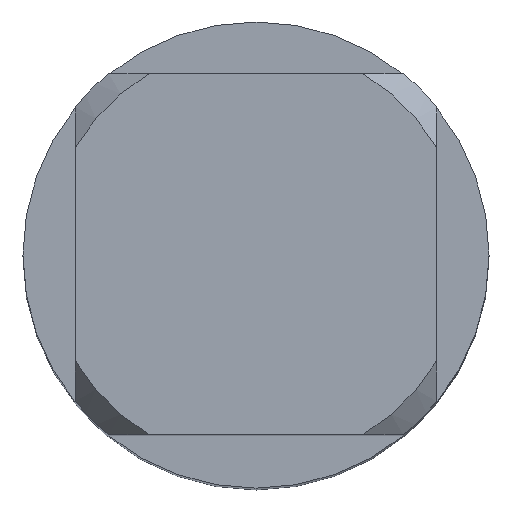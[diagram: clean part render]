
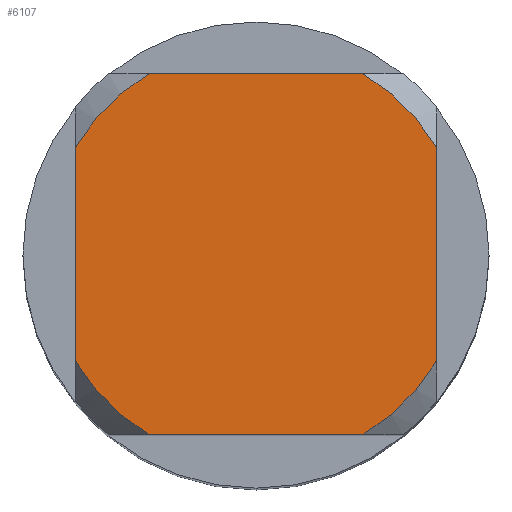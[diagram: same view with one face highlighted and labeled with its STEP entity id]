
A CAD part, top view. The second image highlights one B-rep face of the part: STEP entity #6107.
In plain terms, the highlighted planar face has unit normal (0, 0, 1).
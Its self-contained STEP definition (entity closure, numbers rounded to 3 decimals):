
#3135=EDGE_CURVE('',#6471,#3771,#8380,.T.);
#3559=VERTEX_POINT('',#8842);
#3771=VERTEX_POINT('',#9067);
#3859=VERTEX_POINT('',#9166);
#4121=VERTEX_POINT('',#9450);
#4359=EDGE_CURVE('',#3559,#3859,#9713,.T.);
#4667=EDGE_CURVE('',#6971,#4121,#10047,.T.);
#5239=EDGE_CURVE('',#7057,#3859,#10665,.T.);
#5263=EDGE_CURVE('',#7057,#3771,#10691,.T.);
#6021=EDGE_CURVE('',#6971,#7045,#11516,.T.);
#6107=ADVANCED_FACE('',(#11613),#11614,.T.);
#6471=VERTEX_POINT('',#12012);
#6971=VERTEX_POINT('',#12559);
#7045=VERTEX_POINT('',#12638);
#7057=VERTEX_POINT('',#12650);
#7067=EDGE_CURVE('',#6471,#7045,#12661,.T.);
#7681=EDGE_CURVE('',#3559,#4121,#13330,.T.);
#8380=LINE('',#14515,#14516);
#8842=CARTESIAN_POINT('',(-3.1,1.83,0.0));
#9067=CARTESIAN_POINT('',(3.1,1.83,0.0));
#9166=CARTESIAN_POINT('',(-1.83,3.1,0.0));
#9450=CARTESIAN_POINT('',(-3.1,-1.83,0.0));
#9713=CIRCLE('',#17129,3.6);
#10047=CIRCLE('',#17621,3.6);
#10665=LINE('',#18729,#18730);
#10691=CIRCLE('',#18780,3.6);
#11516=LINE('',#20237,#20238);
#11613=FACE_OUTER_BOUND('',#20385,.T.);
#11614=PLANE('',#20386);
#12012=CARTESIAN_POINT('',(3.1,-1.83,0.0));
#12559=CARTESIAN_POINT('',(-1.83,-3.1,0.0));
#12638=CARTESIAN_POINT('',(1.83,-3.1,0.0));
#12650=CARTESIAN_POINT('',(1.83,3.1,0.0));
#12661=CIRCLE('',#22343,3.6);
#13330=LINE('',#23487,#23488);
#14515=CARTESIAN_POINT('',(3.1,0.9,0.0));
#14516=VECTOR('',#24494,1.0);
#17129=AXIS2_PLACEMENT_3D('',#26102,#26103,#26104);
#17621=AXIS2_PLACEMENT_3D('',#26433,#26434,#26435);
#18729=CARTESIAN_POINT('',(0.0,3.1,0.0));
#18730=VECTOR('',#27037,1.0);
#18780=AXIS2_PLACEMENT_3D('',#27065,#27066,#27067);
#20237=CARTESIAN_POINT('',(0.0,-3.1,0.0));
#20238=VECTOR('',#27922,1.0);
#20385=EDGE_LOOP('',(#28073,#28074,#28075,#28076,#28077,#28078,#28079,#28080));
#20386=AXIS2_PLACEMENT_3D('',#28081,#28082,#28083);
#22343=AXIS2_PLACEMENT_3D('',#29197,#29198,#29199);
#23487=CARTESIAN_POINT('',(-3.1,0.9,0.0));
#23488=VECTOR('',#30085,1.0);
#24494=DIRECTION('',(-0.0,1.0,0.0));
#26102=CARTESIAN_POINT('',(0.0,0.0,0.0));
#26103=DIRECTION('',(0.0,0.0,-1.0));
#26104=DIRECTION('',(0.0,1.0,0.0));
#26433=CARTESIAN_POINT('',(0.0,0.0,0.0));
#26434=DIRECTION('',(0.0,0.0,-1.0));
#26435=DIRECTION('',(0.0,1.0,0.0));
#27037=DIRECTION('',(-1.0,0.0,0.0));
#27065=CARTESIAN_POINT('',(0.0,0.0,0.0));
#27066=DIRECTION('',(0.0,0.0,-1.0));
#27067=DIRECTION('',(0.0,1.0,0.0));
#27922=DIRECTION('',(1.0,0.0,0.0));
#28073=ORIENTED_EDGE('',*,*,#7681,.T.);
#28074=ORIENTED_EDGE('',*,*,#4667,.F.);
#28075=ORIENTED_EDGE('',*,*,#6021,.T.);
#28076=ORIENTED_EDGE('',*,*,#7067,.F.);
#28077=ORIENTED_EDGE('',*,*,#3135,.T.);
#28078=ORIENTED_EDGE('',*,*,#5263,.F.);
#28079=ORIENTED_EDGE('',*,*,#5239,.T.);
#28080=ORIENTED_EDGE('',*,*,#4359,.F.);
#28081=CARTESIAN_POINT('',(0.0,1.8,0.0));
#28082=DIRECTION('',(-0.0,0.0,1.0));
#28083=DIRECTION('',(0.0,-1.0,0.0));
#29197=CARTESIAN_POINT('',(0.0,0.0,0.0));
#29198=DIRECTION('',(0.0,0.0,-1.0));
#29199=DIRECTION('',(0.0,1.0,0.0));
#30085=DIRECTION('',(-0.0,-1.0,0.0));
